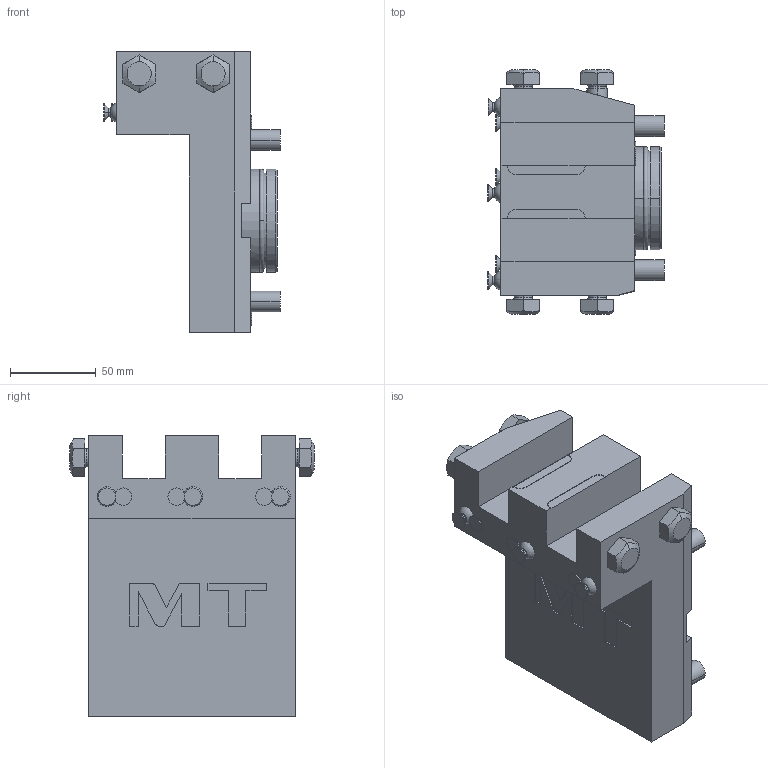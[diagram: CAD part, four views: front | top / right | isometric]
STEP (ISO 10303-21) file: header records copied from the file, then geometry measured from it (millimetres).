
FILE_DESCRIPTION((''),'2;1');
FILE_NAME('MNL0062510_CONF','2023-02-17T15:02:21',('sterribile'),('M.T. srl'),'CREO PARAMETRIC BY PTC INC, 2021072','CREO PARAMETRIC BY PTC INC, 2021072','');
FILE_SCHEMA(('CONFIG_CONTROL_DESIGN'));
Length unit declared in the file: millimetre
Products named in the file (1): MNL0062510_CONF
Bounding box: 102.55 x 142.6 x 163.5 mm (x, y, z)
Volume: 873712.8 mm3; surface area: 90801.1 mm2
Topology: 1 solids, 1 shells, 221 faces, 521 edges, 332 vertices
Faces by surface type: plane 112, cylinder 60, cone 30, torus 14, sphere 3, extrusion 2
Entity records: 6869 total; most frequent: CARTESIAN_POINT 1636, DIRECTION 1113, ORIENTED_EDGE 1042, EDGE_CURVE 521, AXIS2_PLACEMENT_3D 401, VERTEX_POINT 332, VECTOR 311, LINE 309
